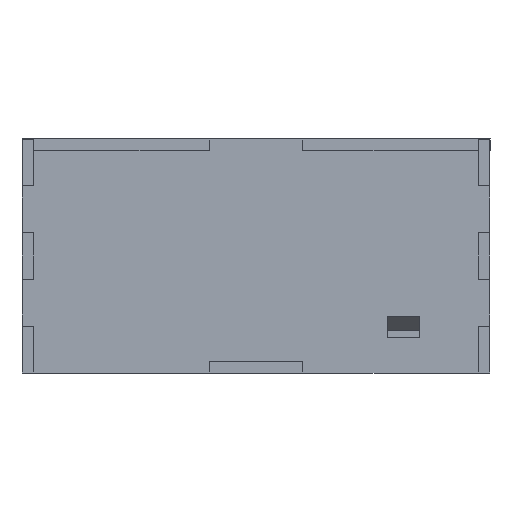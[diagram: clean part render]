
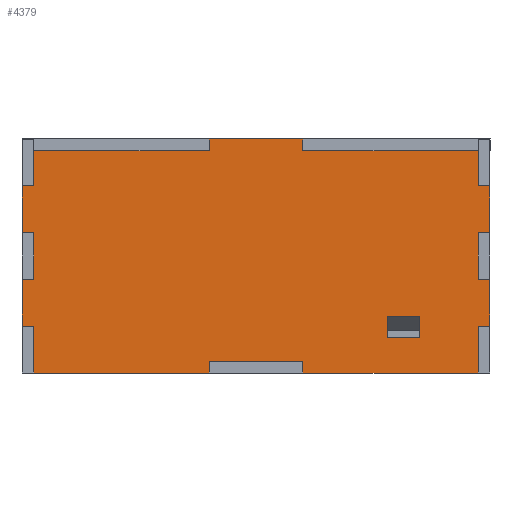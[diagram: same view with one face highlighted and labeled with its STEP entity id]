
A CAD part, front view. The second image highlights one B-rep face of the part: STEP entity #4379.
In plain terms, the highlighted planar face has unit normal (0, -1, 0).
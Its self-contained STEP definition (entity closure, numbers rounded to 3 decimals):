
#44=FACE_BOUND('',#470,.T.);
#251=FACE_OUTER_BOUND('',#469,.T.);
#469=EDGE_LOOP('',(#3616,#3617,#3618,#3619,#3620,#3621,#3622,#3623,#3624,
#3625,#3626,#3627,#3628,#3629,#3630,#3631,#3632,#3633,#3634,#3635,#3636,
#3637,#3638,#3639,#3640,#3641,#3642,#3643));
#470=EDGE_LOOP('',(#3644,#3645,#3646,#3647));
#892=LINE('',#6540,#1501);
#895=LINE('',#6546,#1504);
#898=LINE('',#6552,#1507);
#901=LINE('',#6556,#1510);
#902=LINE('',#6560,#1511);
#906=LINE('',#6568,#1515);
#909=LINE('',#6574,#1518);
#912=LINE('',#6580,#1521);
#915=LINE('',#6586,#1524);
#918=LINE('',#6592,#1527);
#921=LINE('',#6598,#1530);
#924=LINE('',#6604,#1533);
#927=LINE('',#6610,#1536);
#930=LINE('',#6616,#1539);
#933=LINE('',#6622,#1542);
#936=LINE('',#6628,#1545);
#939=LINE('',#6634,#1548);
#942=LINE('',#6640,#1551);
#945=LINE('',#6646,#1554);
#948=LINE('',#6652,#1557);
#951=LINE('',#6658,#1560);
#954=LINE('',#6664,#1563);
#957=LINE('',#6670,#1566);
#960=LINE('',#6676,#1569);
#963=LINE('',#6682,#1572);
#966=LINE('',#6688,#1575);
#969=LINE('',#6694,#1578);
#972=LINE('',#6700,#1581);
#975=LINE('',#6706,#1584);
#978=LINE('',#6712,#1587);
#981=LINE('',#6718,#1590);
#984=LINE('',#6723,#1593);
#1501=VECTOR('',#5367,10.);
#1504=VECTOR('',#5372,10.);
#1507=VECTOR('',#5377,10.);
#1510=VECTOR('',#5382,10.);
#1511=VECTOR('',#5385,10.);
#1515=VECTOR('',#5391,10.);
#1518=VECTOR('',#5396,10.);
#1521=VECTOR('',#5401,10.);
#1524=VECTOR('',#5406,10.);
#1527=VECTOR('',#5411,10.);
#1530=VECTOR('',#5416,10.);
#1533=VECTOR('',#5421,10.);
#1536=VECTOR('',#5426,10.);
#1539=VECTOR('',#5431,10.);
#1542=VECTOR('',#5436,10.);
#1545=VECTOR('',#5441,10.);
#1548=VECTOR('',#5446,10.);
#1551=VECTOR('',#5451,10.);
#1554=VECTOR('',#5456,10.);
#1557=VECTOR('',#5461,10.);
#1560=VECTOR('',#5466,10.);
#1563=VECTOR('',#5471,10.);
#1566=VECTOR('',#5476,10.);
#1569=VECTOR('',#5481,10.);
#1572=VECTOR('',#5486,10.);
#1575=VECTOR('',#5491,10.);
#1578=VECTOR('',#5496,10.);
#1581=VECTOR('',#5501,10.);
#1584=VECTOR('',#5506,10.);
#1587=VECTOR('',#5511,10.);
#1590=VECTOR('',#5516,10.);
#1593=VECTOR('',#5521,10.);
#1999=VERTEX_POINT('',#6537);
#2000=VERTEX_POINT('',#6539);
#2002=VERTEX_POINT('',#6545);
#2004=VERTEX_POINT('',#6551);
#2005=VERTEX_POINT('',#6558);
#2006=VERTEX_POINT('',#6559);
#2009=VERTEX_POINT('',#6567);
#2011=VERTEX_POINT('',#6573);
#2013=VERTEX_POINT('',#6579);
#2015=VERTEX_POINT('',#6585);
#2017=VERTEX_POINT('',#6591);
#2019=VERTEX_POINT('',#6597);
#2021=VERTEX_POINT('',#6603);
#2023=VERTEX_POINT('',#6609);
#2025=VERTEX_POINT('',#6615);
#2027=VERTEX_POINT('',#6621);
#2029=VERTEX_POINT('',#6627);
#2031=VERTEX_POINT('',#6633);
#2033=VERTEX_POINT('',#6639);
#2035=VERTEX_POINT('',#6645);
#2037=VERTEX_POINT('',#6651);
#2039=VERTEX_POINT('',#6657);
#2041=VERTEX_POINT('',#6663);
#2043=VERTEX_POINT('',#6669);
#2045=VERTEX_POINT('',#6675);
#2047=VERTEX_POINT('',#6681);
#2049=VERTEX_POINT('',#6687);
#2051=VERTEX_POINT('',#6693);
#2053=VERTEX_POINT('',#6699);
#2055=VERTEX_POINT('',#6705);
#2057=VERTEX_POINT('',#6711);
#2059=VERTEX_POINT('',#6717);
#2516=EDGE_CURVE('',#2000,#1999,#892,.T.);
#2519=EDGE_CURVE('',#2002,#2000,#895,.T.);
#2522=EDGE_CURVE('',#2004,#2002,#898,.T.);
#2525=EDGE_CURVE('',#1999,#2004,#901,.T.);
#2526=EDGE_CURVE('',#2005,#2006,#902,.T.);
#2530=EDGE_CURVE('',#2006,#2009,#906,.T.);
#2533=EDGE_CURVE('',#2009,#2011,#909,.T.);
#2536=EDGE_CURVE('',#2013,#2011,#912,.T.);
#2539=EDGE_CURVE('',#2013,#2015,#915,.T.);
#2542=EDGE_CURVE('',#2015,#2017,#918,.T.);
#2545=EDGE_CURVE('',#2017,#2019,#921,.T.);
#2548=EDGE_CURVE('',#2019,#2021,#924,.T.);
#2551=EDGE_CURVE('',#2023,#2021,#927,.T.);
#2554=EDGE_CURVE('',#2023,#2025,#930,.T.);
#2557=EDGE_CURVE('',#2025,#2027,#933,.T.);
#2560=EDGE_CURVE('',#2027,#2029,#936,.T.);
#2563=EDGE_CURVE('',#2029,#2031,#939,.T.);
#2566=EDGE_CURVE('',#2031,#2033,#942,.T.);
#2569=EDGE_CURVE('',#2033,#2035,#945,.T.);
#2572=EDGE_CURVE('',#2035,#2037,#948,.T.);
#2575=EDGE_CURVE('',#2037,#2039,#951,.T.);
#2578=EDGE_CURVE('',#2039,#2041,#954,.T.);
#2581=EDGE_CURVE('',#2041,#2043,#957,.T.);
#2584=EDGE_CURVE('',#2043,#2045,#960,.T.);
#2587=EDGE_CURVE('',#2045,#2047,#963,.T.);
#2590=EDGE_CURVE('',#2047,#2049,#966,.T.);
#2593=EDGE_CURVE('',#2051,#2049,#969,.T.);
#2596=EDGE_CURVE('',#2051,#2053,#972,.T.);
#2599=EDGE_CURVE('',#2053,#2055,#975,.T.);
#2602=EDGE_CURVE('',#2055,#2057,#978,.T.);
#2605=EDGE_CURVE('',#2059,#2057,#981,.T.);
#2608=EDGE_CURVE('',#2005,#2059,#984,.T.);
#3616=ORIENTED_EDGE('',*,*,#2608,.F.);
#3617=ORIENTED_EDGE('',*,*,#2526,.T.);
#3618=ORIENTED_EDGE('',*,*,#2530,.T.);
#3619=ORIENTED_EDGE('',*,*,#2533,.T.);
#3620=ORIENTED_EDGE('',*,*,#2536,.F.);
#3621=ORIENTED_EDGE('',*,*,#2539,.T.);
#3622=ORIENTED_EDGE('',*,*,#2542,.T.);
#3623=ORIENTED_EDGE('',*,*,#2545,.T.);
#3624=ORIENTED_EDGE('',*,*,#2548,.T.);
#3625=ORIENTED_EDGE('',*,*,#2551,.F.);
#3626=ORIENTED_EDGE('',*,*,#2554,.T.);
#3627=ORIENTED_EDGE('',*,*,#2557,.T.);
#3628=ORIENTED_EDGE('',*,*,#2560,.T.);
#3629=ORIENTED_EDGE('',*,*,#2563,.T.);
#3630=ORIENTED_EDGE('',*,*,#2566,.T.);
#3631=ORIENTED_EDGE('',*,*,#2569,.T.);
#3632=ORIENTED_EDGE('',*,*,#2572,.T.);
#3633=ORIENTED_EDGE('',*,*,#2575,.T.);
#3634=ORIENTED_EDGE('',*,*,#2578,.T.);
#3635=ORIENTED_EDGE('',*,*,#2581,.T.);
#3636=ORIENTED_EDGE('',*,*,#2584,.T.);
#3637=ORIENTED_EDGE('',*,*,#2587,.T.);
#3638=ORIENTED_EDGE('',*,*,#2590,.T.);
#3639=ORIENTED_EDGE('',*,*,#2593,.F.);
#3640=ORIENTED_EDGE('',*,*,#2596,.T.);
#3641=ORIENTED_EDGE('',*,*,#2599,.T.);
#3642=ORIENTED_EDGE('',*,*,#2602,.T.);
#3643=ORIENTED_EDGE('',*,*,#2605,.F.);
#3644=ORIENTED_EDGE('',*,*,#2522,.T.);
#3645=ORIENTED_EDGE('',*,*,#2519,.T.);
#3646=ORIENTED_EDGE('',*,*,#2516,.T.);
#3647=ORIENTED_EDGE('',*,*,#2525,.T.);
#4162=PLANE('',#4700);
#4379=ADVANCED_FACE('',(#251,#44),#4162,.F.);
#4700=AXIS2_PLACEMENT_3D('',#6726,#5525,#5526);
#5367=DIRECTION('',(-1.,0.,0.));
#5372=DIRECTION('',(0.,0.,-1.));
#5377=DIRECTION('',(1.,0.,0.));
#5382=DIRECTION('',(0.,0.,1.));
#5385=DIRECTION('',(-1.,0.,0.));
#5391=DIRECTION('',(0.,0.,-1.));
#5396=DIRECTION('',(1.,0.,0.));
#5401=DIRECTION('',(0.,0.,1.));
#5406=DIRECTION('',(-1.,0.,0.));
#5411=DIRECTION('',(0.,0.,-1.));
#5416=DIRECTION('',(1.,0.,0.));
#5421=DIRECTION('',(0.,0.,-1.));
#5426=DIRECTION('',(-1.,0.,0.));
#5431=DIRECTION('',(0.,0.,1.));
#5436=DIRECTION('',(1.,0.,0.));
#5441=DIRECTION('',(0.,0.,-1.));
#5446=DIRECTION('',(1.,0.,0.));
#5451=DIRECTION('',(0.,0.,1.));
#5456=DIRECTION('',(1.,0.,0.));
#5461=DIRECTION('',(0.,0.,1.));
#5466=DIRECTION('',(-1.,0.,0.));
#5471=DIRECTION('',(0.,0.,1.));
#5476=DIRECTION('',(1.,0.,0.));
#5481=DIRECTION('',(0.,0.,1.));
#5486=DIRECTION('',(-1.,0.,0.));
#5491=DIRECTION('',(0.,0.,1.));
#5496=DIRECTION('',(1.,0.,0.));
#5501=DIRECTION('',(0.,0.,1.));
#5506=DIRECTION('',(-1.,0.,0.));
#5511=DIRECTION('',(0.,0.,-1.));
#5516=DIRECTION('',(1.,0.,0.));
#5521=DIRECTION('',(0.,0.,1.));
#5525=DIRECTION('center_axis',(0.,1.,0.));
#5526=DIRECTION('ref_axis',(1.,0.,0.));
#6537=CARTESIAN_POINT('',(-38.8,0.,55.));
#6539=CARTESIAN_POINT('',(-25.,0.,55.));
#6540=CARTESIAN_POINT('',(-60.,0.,55.));
#6545=CARTESIAN_POINT('',(-25.,0.,64.2));
#6546=CARTESIAN_POINT('',(-25.,0.,77.1));
#6551=CARTESIAN_POINT('',(-38.8,0.,64.2));
#6552=CARTESIAN_POINT('',(-66.9,0.,64.2));
#6556=CARTESIAN_POINT('',(-38.8,0.,72.5));
#6558=CARTESIAN_POINT('',(-190.,0.,120.));
#6559=CARTESIAN_POINT('',(-195.,0.,120.));
#6560=CARTESIAN_POINT('',(-190.,0.,120.));
#6567=CARTESIAN_POINT('',(-195.,0.,100.));
#6568=CARTESIAN_POINT('',(-195.,0.,120.));
#6573=CARTESIAN_POINT('',(-190.,0.,100.));
#6574=CARTESIAN_POINT('',(-195.,0.,100.));
#6579=CARTESIAN_POINT('',(-190.,0.,80.));
#6580=CARTESIAN_POINT('',(-190.,0.,80.));
#6585=CARTESIAN_POINT('',(-195.,0.,80.));
#6586=CARTESIAN_POINT('',(-190.,0.,80.));
#6591=CARTESIAN_POINT('',(-195.,0.,60.));
#6592=CARTESIAN_POINT('',(-195.,0.,80.));
#6597=CARTESIAN_POINT('',(-190.,0.,60.));
#6598=CARTESIAN_POINT('',(-195.,0.,60.));
#6603=CARTESIAN_POINT('',(-190.,0.,40.));
#6604=CARTESIAN_POINT('',(-190.,0.,60.));
#6609=CARTESIAN_POINT('',(-115.,0.,40.));
#6610=CARTESIAN_POINT('',(-115.,0.,40.));
#6615=CARTESIAN_POINT('',(-115.,0.,45.));
#6616=CARTESIAN_POINT('',(-115.,0.,40.));
#6621=CARTESIAN_POINT('',(-75.,0.,45.));
#6622=CARTESIAN_POINT('',(-115.,0.,45.));
#6627=CARTESIAN_POINT('',(-75.,0.,40.));
#6628=CARTESIAN_POINT('',(-75.,0.,45.));
#6633=CARTESIAN_POINT('',(0.,0.,40.));
#6634=CARTESIAN_POINT('',(-75.,0.,40.));
#6639=CARTESIAN_POINT('',(0.,0.,60.));
#6640=CARTESIAN_POINT('',(0.,0.,40.));
#6645=CARTESIAN_POINT('',(5.,0.,60.));
#6646=CARTESIAN_POINT('',(0.,0.,60.));
#6651=CARTESIAN_POINT('',(5.,0.,80.));
#6652=CARTESIAN_POINT('',(5.,0.,60.));
#6657=CARTESIAN_POINT('',(0.,0.,80.));
#6658=CARTESIAN_POINT('',(5.,0.,80.));
#6663=CARTESIAN_POINT('',(0.,0.,100.));
#6664=CARTESIAN_POINT('',(0.,0.,80.));
#6669=CARTESIAN_POINT('',(5.,0.,100.));
#6670=CARTESIAN_POINT('',(0.,0.,100.));
#6675=CARTESIAN_POINT('',(5.,0.,120.));
#6676=CARTESIAN_POINT('',(5.,0.,100.));
#6681=CARTESIAN_POINT('',(0.,0.,120.));
#6682=CARTESIAN_POINT('',(5.,0.,120.));
#6687=CARTESIAN_POINT('',(0.,0.,135.));
#6688=CARTESIAN_POINT('',(0.,0.,120.));
#6693=CARTESIAN_POINT('',(-75.,0.,135.));
#6694=CARTESIAN_POINT('',(-75.,0.,135.));
#6699=CARTESIAN_POINT('',(-75.,0.,140.));
#6700=CARTESIAN_POINT('',(-75.,0.,135.));
#6705=CARTESIAN_POINT('',(-115.,0.,140.));
#6706=CARTESIAN_POINT('',(-75.,0.,140.));
#6711=CARTESIAN_POINT('',(-115.,0.,135.));
#6712=CARTESIAN_POINT('',(-115.,0.,140.));
#6717=CARTESIAN_POINT('',(-190.,0.,135.));
#6718=CARTESIAN_POINT('',(-190.,0.,135.));
#6723=CARTESIAN_POINT('',(-190.,0.,120.));
#6726=CARTESIAN_POINT('Origin',(-95.,0.,90.));
